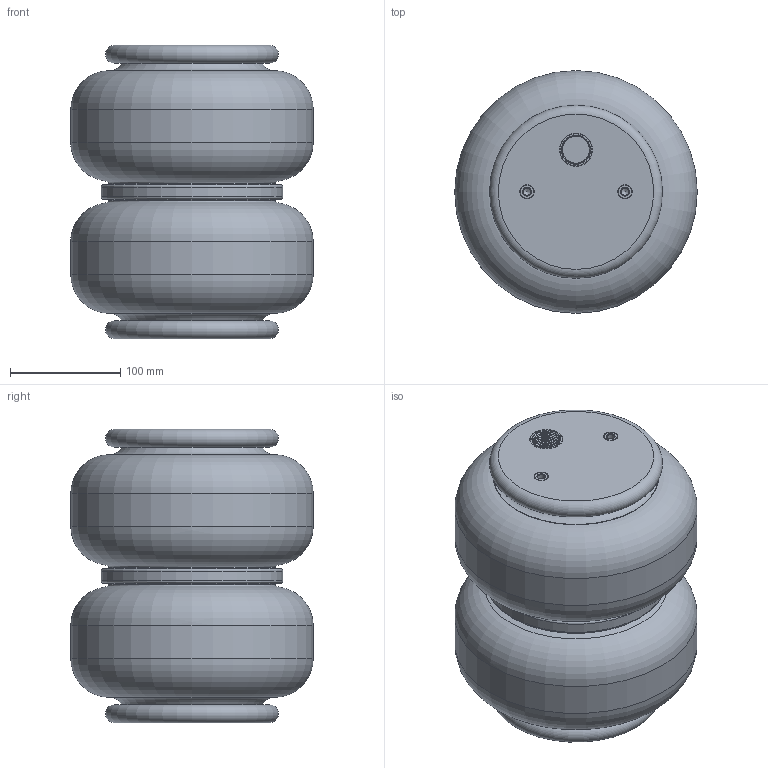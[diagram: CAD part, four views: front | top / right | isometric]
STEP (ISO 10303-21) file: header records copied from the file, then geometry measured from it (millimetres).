
FILE_DESCRIPTION(/* description */ (''),/* implementation_level */ '2;1');
FILE_NAME(/* name */ '6W-220x2EE-01.stp',/* time_stamp */ '2022-02-11T13:57:02+01:00',/* author */ (''),/* organization */ (''),/* preprocessor_version */ 'ST-DEVELOPER v18.1',/* originating_system */ 'SIEMENS PLM Software NX 1965',/* authorisation */ '');
FILE_SCHEMA (('AP203_CONFIGURATION_CONTROLLED_3D_DESIGN_OF_MECHANICAL_PARTS_AND_ASSEMBLIES_MIM_LF { 1 0 10303 403 2 1 2}'));
Length unit declared in the file: millimetre
Products named in the file (1): hoff038CBBB64lpa
Bounding box: 220 x 220 x 266 mm (x, y, z)
Volume: 1238643.2 mm3; surface area: 731978.2 mm2
Topology: 58 solids, 108 shells, 218 faces, 422 edges, 231 vertices
Faces by surface type: torus 135, cylinder 28, plane 27, cone 26, bspline 2
Full cylindrical faces by diameter (mm): 6.8 x4, 13 x8, 15 x4, 30 x2, 34 x1, 125.168 x2, 164.5 x1, 212 x2, 220 x2
Entity records: 5739 total; most frequent: CARTESIAN_POINT 2217, DIRECTION 666, AXIS2_PLACEMENT_3D 333, FACE_BOUND 322, ORIENTED_EDGE 248, EDGE_LOOP 228, VERTEX_POINT 222, ADVANCED_FACE 218
